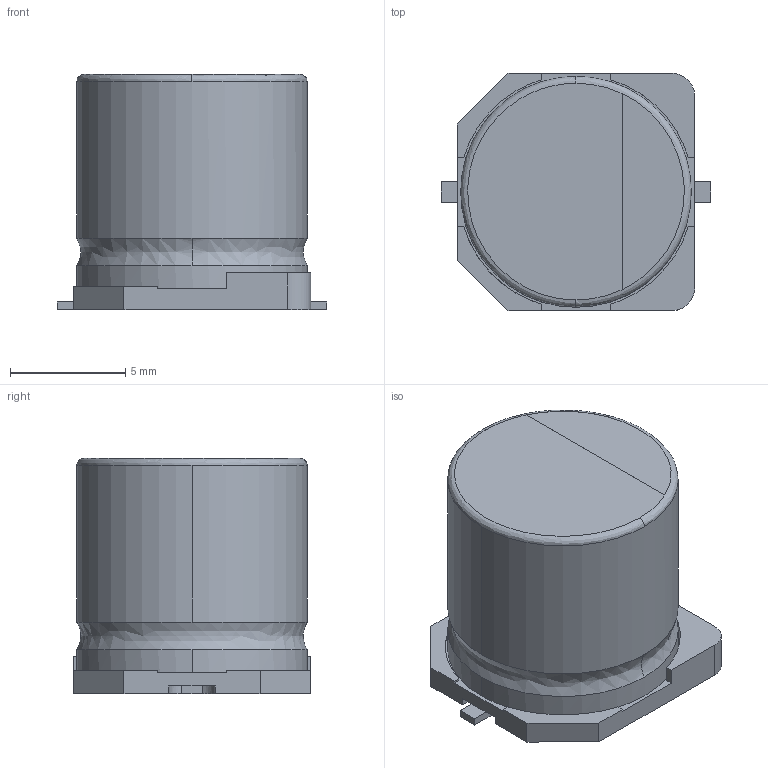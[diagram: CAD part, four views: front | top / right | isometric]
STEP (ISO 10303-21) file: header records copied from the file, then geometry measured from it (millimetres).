
FILE_DESCRIPTION(/* description */ (''),/* implementation_level */ '2;1');
FILE_NAME(/* name */ 'EEE0JA~1',/* time_stamp */ '2021-10-09T22:12:06-04:00',/* author */ (''),/* organization */ (''),/* preprocessor_version */ 'ST-DEVELOPER v16.5',/* originating_system */ '',/* authorisation */ '');
FILE_SCHEMA (('AUTOMOTIVE_DESIGN_CC2'));
Length unit declared in the file: millimetre
Products named in the file (1): Document
Bounding box: 11.7 x 10.3 x 10.2 mm (x, y, z)
Volume: 824 mm3; surface area: 739.6 mm2
Topology: 4 solids, 4 shells, 81 faces, 221 edges, 144 vertices
Faces by surface type: plane 50, cylinder 23, bspline 8
Entity records: 2493 total; most frequent: CARTESIAN_POINT 935, ORIENTED_EDGE 434, EDGE_CURVE 217, B_SPLINE_CURVE_WITH_KNOTS 146, VERTEX_POINT 144, EDGE_LOOP 85, ADVANCED_FACE 81, FACE_OUTER_BOUND 81
